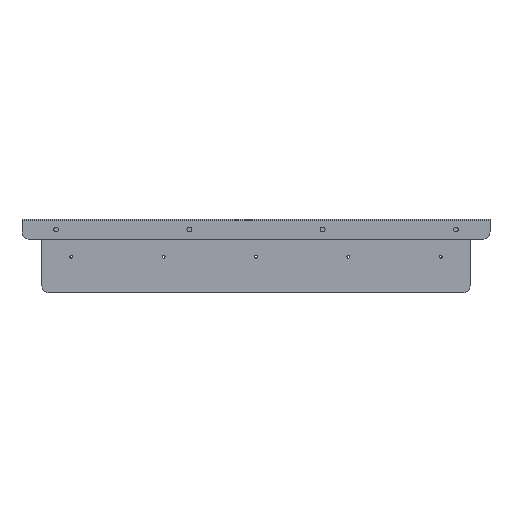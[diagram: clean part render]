
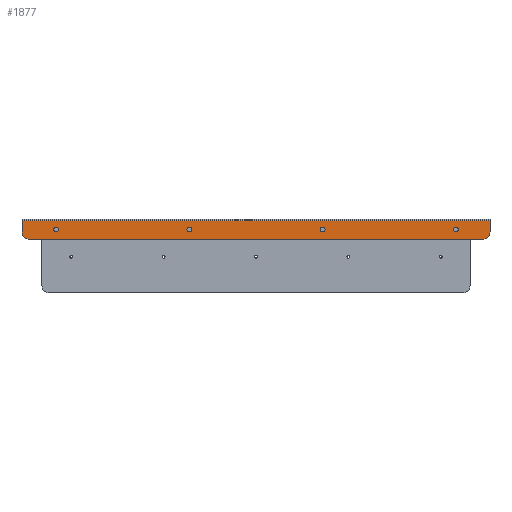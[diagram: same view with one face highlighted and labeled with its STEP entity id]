
A CAD part, left-side view. The second image highlights one B-rep face of the part: STEP entity #1877.
In plain terms, the highlighted planar face has unit normal (-1, 0, 0).
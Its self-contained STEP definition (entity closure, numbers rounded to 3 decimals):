
#7 = FACE_BOUND ( 'NONE', #1652, .T. ) ;
#9 = DIRECTION ( 'NONE',  ( -1., 0., 0. ) ) ;
#18 = CARTESIAN_POINT ( 'NONE',  ( -372., -465., -40. ) ) ;
#29 = AXIS2_PLACEMENT_3D ( 'NONE', #917, #1832, #904 ) ;
#62 = AXIS2_PLACEMENT_3D ( 'NONE', #2144, #161, #1236 ) ;
#100 = ORIENTED_EDGE ( 'NONE', *, *, #801, .F. ) ;
#114 = VERTEX_POINT ( 'NONE', #893 ) ;
#125 = CARTESIAN_POINT ( 'NONE',  ( -372., -136.667, -15. ) ) ;
#161 = DIRECTION ( 'NONE',  ( -1., 0., 0. ) ) ;
#163 = DIRECTION ( 'NONE',  ( 0., 0., 1. ) ) ;
#172 = VERTEX_POINT ( 'NONE', #1447 ) ;
#175 = DIRECTION ( 'NONE',  ( 0., 0., 1. ) ) ;
#181 = VERTEX_POINT ( 'NONE', #938 ) ;
#209 = DIRECTION ( 'NONE',  ( 0., 0., 1. ) ) ;
#227 = EDGE_CURVE ( 'NONE', #234, #1330, #2029, .T. ) ;
#234 = VERTEX_POINT ( 'NONE', #1645 ) ;
#277 = CIRCLE ( 'NONE', #1573, 5. ) ;
#280 = EDGE_CURVE ( 'NONE', #2296, #1509, #590, .T. ) ;
#282 = EDGE_LOOP ( 'NONE', ( #1276, #2048 ) ) ;
#298 = ORIENTED_EDGE ( 'NONE', *, *, #2101, .F. ) ;
#316 = CARTESIAN_POINT ( 'NONE',  ( -372., -480., -25. ) ) ;
#337 = VERTEX_POINT ( 'NONE', #1649 ) ;
#372 = FACE_BOUND ( 'NONE', #1197, .T. ) ;
#422 = CARTESIAN_POINT ( 'NONE',  ( -372., -480., -1.5 ) ) ;
#425 = CIRCLE ( 'NONE', #1132, 5. ) ;
#483 = ORIENTED_EDGE ( 'NONE', *, *, #543, .F. ) ;
#519 = CARTESIAN_POINT ( 'NONE',  ( -372., 480., -1.5 ) ) ;
#534 = AXIS2_PLACEMENT_3D ( 'NONE', #1792, #1764, #209 ) ;
#543 = EDGE_CURVE ( 'NONE', #1672, #683, #971, .T. ) ;
#561 = CARTESIAN_POINT ( 'NONE',  ( -372., 480., -1.5 ) ) ;
#563 = ORIENTED_EDGE ( 'NONE', *, *, #1188, .F. ) ;
#569 = DIRECTION ( 'NONE',  ( 0., -1., 0. ) ) ;
#589 = DIRECTION ( 'NONE',  ( 0., 0., 1. ) ) ;
#590 = LINE ( 'NONE', #775, #1972 ) ;
#612 = ORIENTED_EDGE ( 'NONE', *, *, #1544, .T. ) ;
#679 = CIRCLE ( 'NONE', #1904, 5. ) ;
#683 = VERTEX_POINT ( 'NONE', #316 ) ;
#710 = AXIS2_PLACEMENT_3D ( 'NONE', #978, #2188, #796 ) ;
#716 = CIRCLE ( 'NONE', #1129, 15. ) ;
#722 = CARTESIAN_POINT ( 'NONE',  ( -372., -136.667, -20. ) ) ;
#726 = VERTEX_POINT ( 'NONE', #519 ) ;
#762 = CARTESIAN_POINT ( 'NONE',  ( -372., -410., -20. ) ) ;
#775 = CARTESIAN_POINT ( 'NONE',  ( -372., 480., -40. ) ) ;
#794 = ORIENTED_EDGE ( 'NONE', *, *, #1041, .F. ) ;
#796 = DIRECTION ( 'NONE',  ( 0., 0., 1. ) ) ;
#801 = EDGE_CURVE ( 'NONE', #1330, #234, #1711, .T. ) ;
#818 = ORIENTED_EDGE ( 'NONE', *, *, #227, .F. ) ;
#883 = PLANE ( 'NONE',  #62 ) ;
#893 = CARTESIAN_POINT ( 'NONE',  ( -372., -410., -15. ) ) ;
#903 = CARTESIAN_POINT ( 'NONE',  ( -372., 136.667, -25. ) ) ;
#904 = DIRECTION ( 'NONE',  ( 0., 0., 1. ) ) ;
#906 = CARTESIAN_POINT ( 'NONE',  ( -372., 465., -40. ) ) ;
#907 = LINE ( 'NONE', #1923, #940 ) ;
#917 = CARTESIAN_POINT ( 'NONE',  ( -372., 410., -20. ) ) ;
#920 = CARTESIAN_POINT ( 'NONE',  ( -372., 136.667, -20. ) ) ;
#929 = DIRECTION ( 'NONE',  ( 0., 0., 1. ) ) ;
#931 = ORIENTED_EDGE ( 'NONE', *, *, #1006, .F. ) ;
#938 = CARTESIAN_POINT ( 'NONE',  ( -372., 136.667, -15. ) ) ;
#940 = VECTOR ( 'NONE', #1773, 1000. ) ;
#962 = DIRECTION ( 'NONE',  ( -1., 0., 0. ) ) ;
#971 = LINE ( 'NONE', #1156, #989 ) ;
#978 = CARTESIAN_POINT ( 'NONE',  ( -372., 410., -20. ) ) ;
#981 = DIRECTION ( 'NONE',  ( -1., 0., 0. ) ) ;
#989 = VECTOR ( 'NONE', #1681, 1000. ) ;
#1006 = EDGE_CURVE ( 'NONE', #726, #1672, #1969, .T. ) ;
#1041 = EDGE_CURVE ( 'NONE', #181, #2044, #1950, .T. ) ;
#1050 = DIRECTION ( 'NONE',  ( -1., 0., 0. ) ) ;
#1089 = DIRECTION ( 'NONE',  ( 0., -1., 0. ) ) ;
#1129 = AXIS2_PLACEMENT_3D ( 'NONE', #1931, #1050, #175 ) ;
#1132 = AXIS2_PLACEMENT_3D ( 'NONE', #2114, #9, #1238 ) ;
#1156 = CARTESIAN_POINT ( 'NONE',  ( -372., -480., 0. ) ) ;
#1165 = CARTESIAN_POINT ( 'NONE',  ( -372., -136.667, -20. ) ) ;
#1188 = EDGE_CURVE ( 'NONE', #2044, #181, #679, .T. ) ;
#1197 = EDGE_LOOP ( 'NONE', ( #100, #818 ) ) ;
#1236 = DIRECTION ( 'NONE',  ( 0., 0., 1. ) ) ;
#1238 = DIRECTION ( 'NONE',  ( 0., 0., 1. ) ) ;
#1243 = VECTOR ( 'NONE', #1089, 1000. ) ;
#1257 = ORIENTED_EDGE ( 'NONE', *, *, #1427, .F. ) ;
#1269 = CARTESIAN_POINT ( 'NONE',  ( -372., 465., -25. ) ) ;
#1276 = ORIENTED_EDGE ( 'NONE', *, *, #1514, .F. ) ;
#1330 = VERTEX_POINT ( 'NONE', #1344 ) ;
#1344 = CARTESIAN_POINT ( 'NONE',  ( -372., 410., -15. ) ) ;
#1411 = FACE_OUTER_BOUND ( 'NONE', #1745, .T. ) ;
#1420 = FACE_BOUND ( 'NONE', #1941, .T. ) ;
#1427 = EDGE_CURVE ( 'NONE', #172, #114, #425, .T. ) ;
#1439 = DIRECTION ( 'NONE',  ( -1., 0., 0. ) ) ;
#1447 = CARTESIAN_POINT ( 'NONE',  ( -372., -410., -25. ) ) ;
#1454 = ORIENTED_EDGE ( 'NONE', *, *, #280, .T. ) ;
#1461 = DIRECTION ( 'NONE',  ( -1., 0., 0. ) ) ;
#1479 = DIRECTION ( 'NONE',  ( -1., 0., 0. ) ) ;
#1509 = VERTEX_POINT ( 'NONE', #18 ) ;
#1514 = EDGE_CURVE ( 'NONE', #1729, #2006, #277, .T. ) ;
#1544 = EDGE_CURVE ( 'NONE', #726, #337, #907, .T. ) ;
#1573 = AXIS2_PLACEMENT_3D ( 'NONE', #722, #1439, #163 ) ;
#1588 = CARTESIAN_POINT ( 'NONE',  ( -372., -136.667, -25. ) ) ;
#1645 = CARTESIAN_POINT ( 'NONE',  ( -372., 410., -25. ) ) ;
#1649 = CARTESIAN_POINT ( 'NONE',  ( -372., 480., -25. ) ) ;
#1652 = EDGE_LOOP ( 'NONE', ( #794, #563 ) ) ;
#1672 = VERTEX_POINT ( 'NONE', #422 ) ;
#1681 = DIRECTION ( 'NONE',  ( 0., 0., -1. ) ) ;
#1687 = EDGE_CURVE ( 'NONE', #337, #2296, #1795, .T. ) ;
#1692 = DIRECTION ( 'NONE',  ( 0., 0., 1. ) ) ;
#1711 = CIRCLE ( 'NONE', #710, 5. ) ;
#1729 = VERTEX_POINT ( 'NONE', #125 ) ;
#1745 = EDGE_LOOP ( 'NONE', ( #1454, #2178, #483, #931, #612, #2215 ) ) ;
#1764 = DIRECTION ( 'NONE',  ( -1., 0., 0. ) ) ;
#1773 = DIRECTION ( 'NONE',  ( 0., 0., -1. ) ) ;
#1792 = CARTESIAN_POINT ( 'NONE',  ( -372., 136.667, -20. ) ) ;
#1795 = CIRCLE ( 'NONE', #2066, 15. ) ;
#1813 = DIRECTION ( 'NONE',  ( 0., 0., 1. ) ) ;
#1832 = DIRECTION ( 'NONE',  ( -1., 0., 0. ) ) ;
#1877 = ADVANCED_FACE ( 'NONE', ( #372, #7, #2276, #1420, #1411 ), #883, .T. ) ;
#1904 = AXIS2_PLACEMENT_3D ( 'NONE', #920, #962, #1813 ) ;
#1923 = CARTESIAN_POINT ( 'NONE',  ( -372., 480., 0. ) ) ;
#1931 = CARTESIAN_POINT ( 'NONE',  ( -372., -465., -25. ) ) ;
#1941 = EDGE_LOOP ( 'NONE', ( #298, #1257 ) ) ;
#1950 = CIRCLE ( 'NONE', #534, 5. ) ;
#1969 = LINE ( 'NONE', #561, #1243 ) ;
#1972 = VECTOR ( 'NONE', #569, 1000. ) ;
#1976 = EDGE_CURVE ( 'NONE', #1509, #683, #716, .T. ) ;
#2006 = VERTEX_POINT ( 'NONE', #1588 ) ;
#2029 = CIRCLE ( 'NONE', #29, 5. ) ;
#2044 = VERTEX_POINT ( 'NONE', #903 ) ;
#2048 = ORIENTED_EDGE ( 'NONE', *, *, #2225, .F. ) ;
#2060 = CIRCLE ( 'NONE', #2284, 5. ) ;
#2066 = AXIS2_PLACEMENT_3D ( 'NONE', #1269, #1461, #929 ) ;
#2101 = EDGE_CURVE ( 'NONE', #114, #172, #2060, .T. ) ;
#2114 = CARTESIAN_POINT ( 'NONE',  ( -372., -410., -20. ) ) ;
#2118 = AXIS2_PLACEMENT_3D ( 'NONE', #1165, #981, #1692 ) ;
#2144 = CARTESIAN_POINT ( 'NONE',  ( -372., 480., 0. ) ) ;
#2178 = ORIENTED_EDGE ( 'NONE', *, *, #1976, .T. ) ;
#2188 = DIRECTION ( 'NONE',  ( -1., 0., 0. ) ) ;
#2215 = ORIENTED_EDGE ( 'NONE', *, *, #1687, .T. ) ;
#2225 = EDGE_CURVE ( 'NONE', #2006, #1729, #2231, .T. ) ;
#2231 = CIRCLE ( 'NONE', #2118, 5. ) ;
#2276 = FACE_BOUND ( 'NONE', #282, .T. ) ;
#2284 = AXIS2_PLACEMENT_3D ( 'NONE', #762, #1479, #589 ) ;
#2296 = VERTEX_POINT ( 'NONE', #906 ) ;
